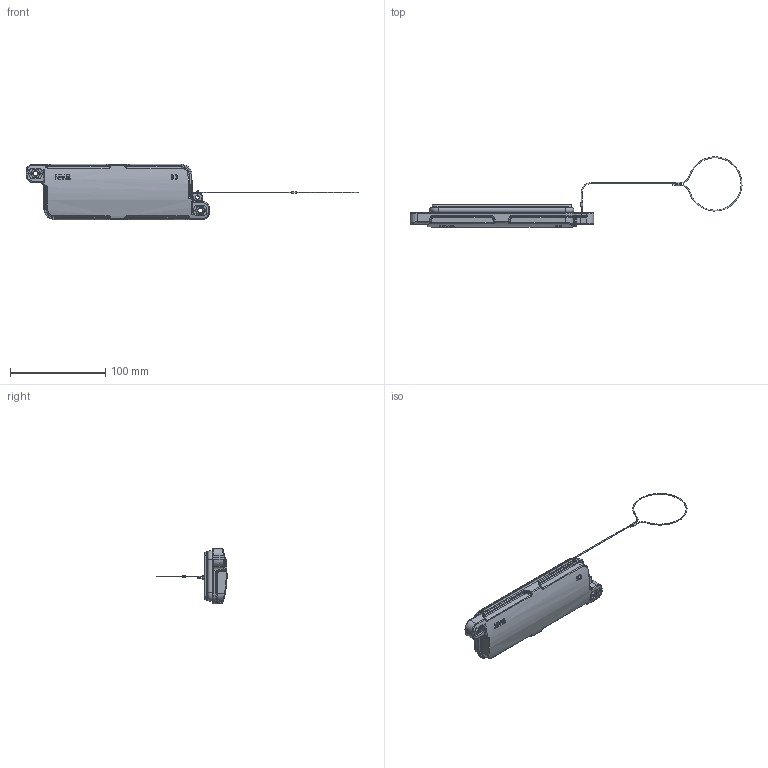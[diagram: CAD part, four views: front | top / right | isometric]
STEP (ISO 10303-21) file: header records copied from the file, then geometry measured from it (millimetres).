
FILE_DESCRIPTION(/* description */ (''),/* implementation_level */ '2;1');
FILE_NAME(/* name */ '3D_1136240208111_HP24B_H-MCV-2H_1_V1.1.stp',/* time_stamp */ '2023-12-02T10:50:10+08:00',/* author */ (''),/* organization */ (''),/* preprocessor_version */ 'ST-DEVELOPER v18.1',/* originating_system */ 'SIEMENS PLM Software NX 1980',/* authorisation */ '');
FILE_SCHEMA (('AUTOMOTIVE_DESIGN { 1 0 10303 214 3 1 1 1 }'));
Length unit declared in the file: millimetre
Products named in the file (1): 3D_1136240208111_HP24B_H-MCV-2H_1_V1.1_step
Bounding box: 348.71 x 73.66 x 57.96 mm (x, y, z)
Volume: 58785.9 mm3; surface area: 38547.9 mm2
Topology: 1 solids, 1 shells, 468 faces, 1155 edges, 707 vertices
Faces by surface type: plane 160, cylinder 140, torus 74, cone 52, bspline 34, sphere 8
Entity records: 16602 total; most frequent: CARTESIAN_POINT 6269, ORIENTED_EDGE 2310, DIRECTION 1939, EDGE_CURVE 1155, AXIS2_PLACEMENT_3D 778, VERTEX_POINT 707, EDGE_LOOP 496, ADVANCED_FACE 468
